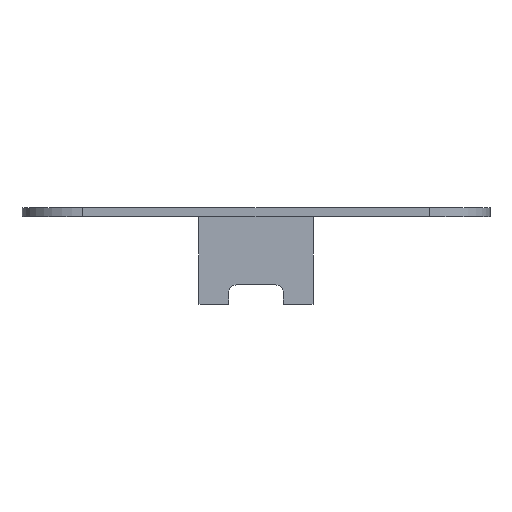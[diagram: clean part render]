
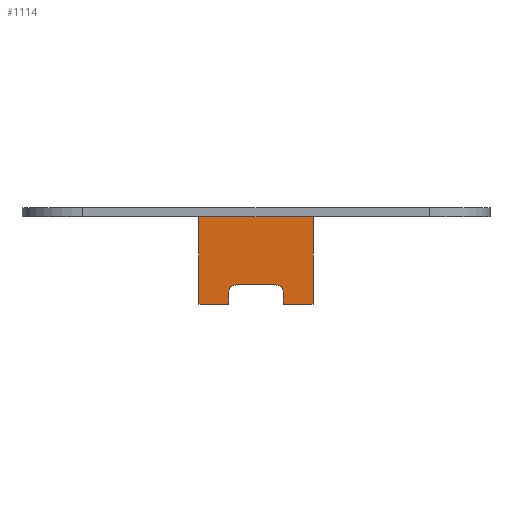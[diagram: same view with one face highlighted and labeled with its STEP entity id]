
A CAD part, front view. The second image highlights one B-rep face of the part: STEP entity #1114.
In plain terms, the highlighted planar face has unit normal (0, -1, 0).
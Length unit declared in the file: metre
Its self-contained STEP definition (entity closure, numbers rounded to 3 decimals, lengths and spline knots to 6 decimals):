
#62=CIRCLE('',#1234,0.00125);
#63=CIRCLE('',#1235,0.00125);
#368=ORIENTED_EDGE('',*,*,#545,.F.);
#369=ORIENTED_EDGE('',*,*,#548,.F.);
#370=ORIENTED_EDGE('',*,*,#551,.F.);
#371=ORIENTED_EDGE('',*,*,#552,.T.);
#372=ORIENTED_EDGE('',*,*,#553,.T.);
#373=ORIENTED_EDGE('',*,*,#554,.T.);
#374=ORIENTED_EDGE('',*,*,#555,.T.);
#375=ORIENTED_EDGE('',*,*,#556,.T.);
#376=ORIENTED_EDGE('',*,*,#557,.F.);
#377=ORIENTED_EDGE('',*,*,#549,.T.);
#545=EDGE_CURVE('',#662,#663,#761,.T.);
#548=EDGE_CURVE('',#664,#662,#764,.T.);
#549=EDGE_CURVE('',#665,#663,#765,.T.);
#551=EDGE_CURVE('',#666,#664,#767,.T.);
#552=EDGE_CURVE('',#666,#667,#768,.T.);
#553=EDGE_CURVE('',#667,#668,#62,.F.);
#554=EDGE_CURVE('',#668,#669,#769,.T.);
#555=EDGE_CURVE('',#669,#670,#63,.F.);
#556=EDGE_CURVE('',#670,#671,#770,.T.);
#557=EDGE_CURVE('',#665,#671,#771,.T.);
#662=VERTEX_POINT('',#1851);
#663=VERTEX_POINT('',#1853);
#664=VERTEX_POINT('',#1857);
#665=VERTEX_POINT('',#1861);
#666=VERTEX_POINT('',#1865);
#667=VERTEX_POINT('',#1867);
#668=VERTEX_POINT('',#1869);
#669=VERTEX_POINT('',#1871);
#670=VERTEX_POINT('',#1873);
#671=VERTEX_POINT('',#1875);
#761=LINE('',#1852,#867);
#764=LINE('',#1858,#870);
#765=LINE('',#1860,#871);
#767=LINE('',#1864,#873);
#768=LINE('',#1866,#874);
#769=LINE('',#1870,#875);
#770=LINE('',#1874,#876);
#771=LINE('',#1876,#877);
#867=VECTOR('',#1526,1.);
#870=VECTOR('',#1531,1.);
#871=VECTOR('',#1534,1.);
#873=VECTOR('',#1538,1.);
#874=VECTOR('',#1539,1.);
#875=VECTOR('',#1542,1.);
#876=VECTOR('',#1545,1.);
#877=VECTOR('',#1546,1.);
#952=EDGE_LOOP('',(#368,#369,#370,#371,#372,#373,#374,#375,#376,#377));
#1028=FACE_BOUND('',#952,.T.);
#1060=PLANE('',#1233);
#1114=ADVANCED_FACE('',(#1028),#1060,.T.);
#1233=AXIS2_PLACEMENT_3D('',#1863,#1536,#1537);
#1234=AXIS2_PLACEMENT_3D('',#1868,#1540,#1541);
#1235=AXIS2_PLACEMENT_3D('',#1872,#1543,#1544);
#1526=DIRECTION('',(1.,0.,0.));
#1531=DIRECTION('',(0.,0.,1.));
#1534=DIRECTION('',(0.,0.,1.));
#1536=DIRECTION('',(0.,-1.,0.));
#1537=DIRECTION('',(0.,0.,-1.));
#1538=DIRECTION('',(-1.,0.,0.));
#1539=DIRECTION('',(0.,0.,1.));
#1540=DIRECTION('',(0.,-1.,0.));
#1541=DIRECTION('',(0.,0.,-1.));
#1542=DIRECTION('',(1.,0.,0.));
#1543=DIRECTION('',(0.,-1.,0.));
#1544=DIRECTION('',(0.,0.,-1.));
#1545=DIRECTION('',(0.,0.,-1.));
#1546=DIRECTION('',(-1.,0.,0.));
#1851=CARTESIAN_POINT('',(-0.0094,0.023061,0.));
#1852=CARTESIAN_POINT('',(0.,0.023061,0.));
#1853=CARTESIAN_POINT('',(0.0094,0.023061,0.));
#1857=CARTESIAN_POINT('',(-0.0094,0.023061,-0.014455));
#1858=CARTESIAN_POINT('',(-0.0094,0.023061,-0.01));
#1860=CARTESIAN_POINT('',(0.0094,0.023061,-0.01));
#1861=CARTESIAN_POINT('',(0.0094,0.023061,-0.014455));
#1863=CARTESIAN_POINT('',(0.,0.023061,-0.01));
#1864=CARTESIAN_POINT('',(-0.006935,0.023061,-0.014455));
#1865=CARTESIAN_POINT('',(-0.00447,0.023061,-0.014455));
#1866=CARTESIAN_POINT('',(-0.00447,0.023061,-0.01285));
#1867=CARTESIAN_POINT('',(-0.00447,0.023061,-0.012495));
#1868=CARTESIAN_POINT('',(-0.00322,0.023061,-0.012495));
#1869=CARTESIAN_POINT('',(-0.00322,0.023061,-0.011245));
#1870=CARTESIAN_POINT('',(0.,0.023061,-0.011245));
#1871=CARTESIAN_POINT('',(0.00322,0.023061,-0.011245));
#1872=CARTESIAN_POINT('',(0.00322,0.023061,-0.012495));
#1873=CARTESIAN_POINT('',(0.00447,0.023061,-0.012495));
#1874=CARTESIAN_POINT('',(0.00447,0.023061,-0.01383));
#1875=CARTESIAN_POINT('',(0.00447,0.023061,-0.014455));
#1876=CARTESIAN_POINT('',(0.006935,0.023061,-0.014455));
